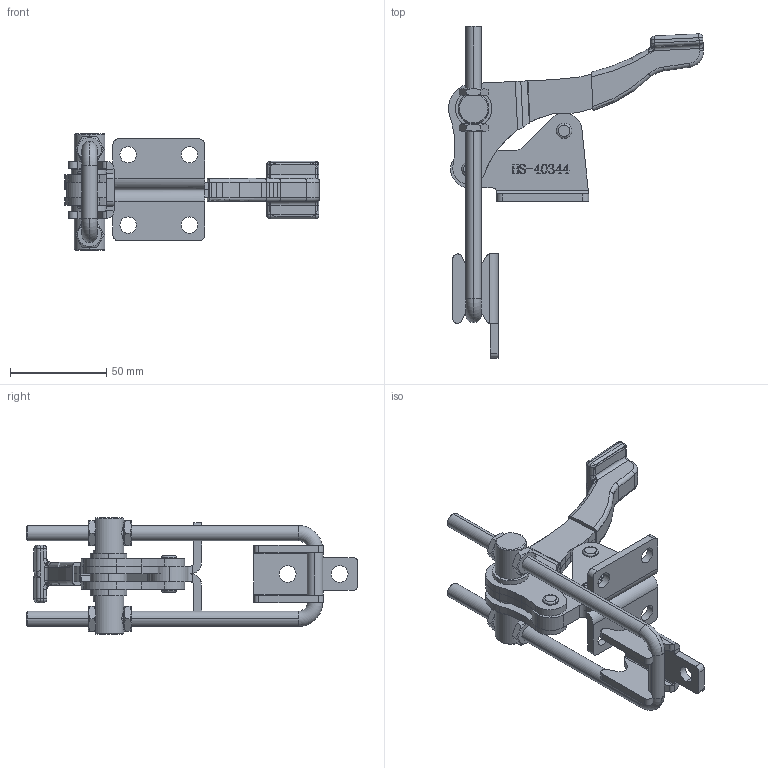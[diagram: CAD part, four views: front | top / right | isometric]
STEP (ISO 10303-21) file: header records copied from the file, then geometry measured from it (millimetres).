
FILE_DESCRIPTION (( 'STEP AP203' ), '1' );
FILE_NAME ('HS-40344 .STEP', '2023-07-08T00:49:38', ( '微软用户' ), ( '微软中国' ), 'SwSTEP 2.0', 'SolidWorks 2012', '' );
FILE_SCHEMA (( 'CONFIG_CONTROL_DESIGN' ));
Length unit declared in the file: millimetre
Products named in the file (11): HS-40344 ; 杶赽; 忒參杶; 忒參2; hex thin nuts-grades ab-chamfered gb_GB_FASTENER_NUT_STNAB M8-N; 挴裝; 种粣; 种2; 种1; 縐諶; 菁釱
Assembly tree (13 placements, depth 2):
  HS-40344 
    菁釱
    縐諶
    种1
    种2
    种粣
    挴裝
    hex thin nuts-grades ab-chamfered gb_GB_FASTENER_NUT_STNAB M8-N  x4
    忒參2
    忒參杶
    杶赽
Bounding box: 132.35 x 172.33 x 60.3 mm (x, y, z)
Volume: 106937.4 mm3; surface area: 65587.7 mm2
Topology: 17 solids, 17 shells, 844 faces, 2192 edges, 1400 vertices
Faces by surface type: plane 439, cylinder 190, bspline 133, cone 39, torus 32, sphere 11
Entity records: 31965 total; most frequent: CARTESIAN_POINT 11942, ORIENTED_EDGE 4118, DIRECTION 3515, EDGE_CURVE 2059, VERTEX_POINT 1328, VECTOR 1293, LINE 1293, AXIS2_PLACEMENT_3D 1111
